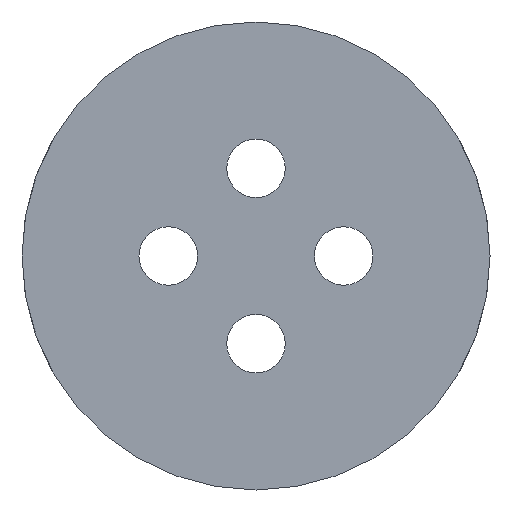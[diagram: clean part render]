
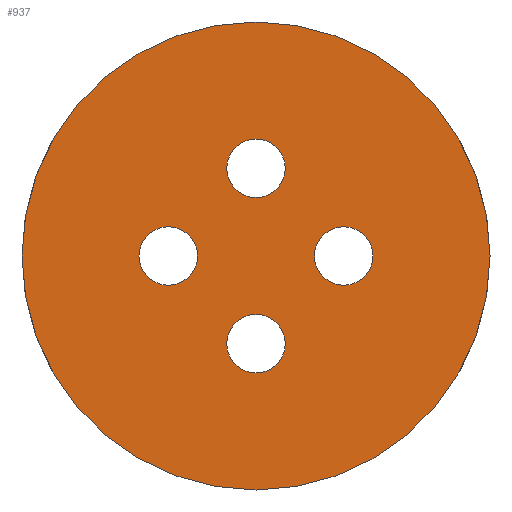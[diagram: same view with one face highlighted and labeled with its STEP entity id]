
A CAD part, front view. The second image highlights one B-rep face of the part: STEP entity #937.
In plain terms, the highlighted planar face has unit normal (0, -1, 0).
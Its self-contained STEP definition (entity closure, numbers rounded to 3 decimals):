
#14 = VERTEX_POINT ( 'NONE', #486 ) ;
#20 = CIRCLE ( 'NONE', #552, 1.95 ) ;
#22 = CIRCLE ( 'NONE', #982, 1.95 ) ;
#53 = PLANE ( 'NONE',  #839 ) ;
#59 = EDGE_CURVE ( 'NONE', #686, #233, #491, .T. ) ;
#69 = CIRCLE ( 'NONE', #129, 1.95 ) ;
#74 = VERTEX_POINT ( 'NONE', #891 ) ;
#82 = CIRCLE ( 'NONE', #878, 15.6 ) ;
#93 = ORIENTED_EDGE ( 'NONE', *, *, #59, .F. ) ;
#103 = CARTESIAN_POINT ( 'NONE',  ( 0., -2.118, 5.85 ) ) ;
#118 = CARTESIAN_POINT ( 'NONE',  ( -5.85, -2.118, 0. ) ) ;
#129 = AXIS2_PLACEMENT_3D ( 'NONE', #503, #899, #571 ) ;
#131 = DIRECTION ( 'NONE',  ( 0., 1., 0. ) ) ;
#145 = AXIS2_PLACEMENT_3D ( 'NONE', #630, #453, #1009 ) ;
#155 = FACE_BOUND ( 'NONE', #269, .T. ) ;
#159 = EDGE_CURVE ( 'NONE', #792, #762, #22, .T. ) ;
#173 = CIRCLE ( 'NONE', #962, 1.95 ) ;
#183 = DIRECTION ( 'NONE',  ( 0., 0., -1. ) ) ;
#209 = DIRECTION ( 'NONE',  ( 0., 0., 1. ) ) ;
#216 = CARTESIAN_POINT ( 'NONE',  ( -5.85, -2.118, 0. ) ) ;
#226 = EDGE_LOOP ( 'NONE', ( #93, #735 ) ) ;
#233 = VERTEX_POINT ( 'NONE', #356 ) ;
#234 = ORIENTED_EDGE ( 'NONE', *, *, #614, .F. ) ;
#235 = FACE_BOUND ( 'NONE', #918, .T. ) ;
#257 = DIRECTION ( 'NONE',  ( 0., -1., 0. ) ) ;
#263 = DIRECTION ( 'NONE',  ( 0., 0., 1. ) ) ;
#265 = CARTESIAN_POINT ( 'NONE',  ( 5.85, -2.118, 0. ) ) ;
#269 = EDGE_LOOP ( 'NONE', ( #380, #1026 ) ) ;
#274 = DIRECTION ( 'NONE',  ( 0., -1., 0. ) ) ;
#283 = DIRECTION ( 'NONE',  ( 0., 0., 1. ) ) ;
#288 = DIRECTION ( 'NONE',  ( 0., -1., 0. ) ) ;
#316 = EDGE_CURVE ( 'NONE', #762, #792, #451, .T. ) ;
#350 = DIRECTION ( 'NONE',  ( 0., 1., 0. ) ) ;
#356 = CARTESIAN_POINT ( 'NONE',  ( 0., -2.118, 15.6 ) ) ;
#358 = CARTESIAN_POINT ( 'NONE',  ( 0., -2.118, -5.85 ) ) ;
#380 = ORIENTED_EDGE ( 'NONE', *, *, #928, .F. ) ;
#395 = CIRCLE ( 'NONE', #145, 1.95 ) ;
#403 = CARTESIAN_POINT ( 'NONE',  ( 0., -2.118, 0. ) ) ;
#418 = DIRECTION ( 'NONE',  ( 0., 1., 0. ) ) ;
#422 = DIRECTION ( 'NONE',  ( 0., -1., 0. ) ) ;
#427 = CARTESIAN_POINT ( 'NONE',  ( 0., -2.118, -3.9 ) ) ;
#431 = CARTESIAN_POINT ( 'NONE',  ( 0., -2.118, -15.6 ) ) ;
#436 = AXIS2_PLACEMENT_3D ( 'NONE', #216, #288, #209 ) ;
#439 = FACE_OUTER_BOUND ( 'NONE', #226, .T. ) ;
#442 = AXIS2_PLACEMENT_3D ( 'NONE', #358, #444, #684 ) ;
#444 = DIRECTION ( 'NONE',  ( 0., -1., 0. ) ) ;
#451 = CIRCLE ( 'NONE', #436, 1.95 ) ;
#453 = DIRECTION ( 'NONE',  ( 0., -1., 0. ) ) ;
#454 = EDGE_LOOP ( 'NONE', ( #757, #803 ) ) ;
#485 = ORIENTED_EDGE ( 'NONE', *, *, #316, .F. ) ;
#486 = CARTESIAN_POINT ( 'NONE',  ( 0., -2.118, 7.8 ) ) ;
#491 = CIRCLE ( 'NONE', #913, 15.6 ) ;
#502 = VERTEX_POINT ( 'NONE', #960 ) ;
#503 = CARTESIAN_POINT ( 'NONE',  ( 0., -2.118, 5.85 ) ) ;
#524 = CARTESIAN_POINT ( 'NONE',  ( 0., -2.118, 0. ) ) ;
#525 = ORIENTED_EDGE ( 'NONE', *, *, #159, .F. ) ;
#541 = EDGE_CURVE ( 'NONE', #638, #546, #799, .T. ) ;
#546 = VERTEX_POINT ( 'NONE', #741 ) ;
#552 = AXIS2_PLACEMENT_3D ( 'NONE', #103, #257, #904 ) ;
#571 = DIRECTION ( 'NONE',  ( 0., 0., -1. ) ) ;
#579 = EDGE_CURVE ( 'NONE', #14, #916, #69, .T. ) ;
#611 = ORIENTED_EDGE ( 'NONE', *, *, #579, .F. ) ;
#614 = EDGE_CURVE ( 'NONE', #916, #14, #20, .T. ) ;
#630 = CARTESIAN_POINT ( 'NONE',  ( 5.85, -2.118, 0. ) ) ;
#638 = VERTEX_POINT ( 'NONE', #427 ) ;
#649 = CARTESIAN_POINT ( 'NONE',  ( -5.85, -2.118, 1.95 ) ) ;
#656 = CARTESIAN_POINT ( 'NONE',  ( -5.85, -2.118, -1.95 ) ) ;
#657 = CARTESIAN_POINT ( 'NONE',  ( 0., -2.118, -5.85 ) ) ;
#679 = DIRECTION ( 'NONE',  ( 0., 0., 1. ) ) ;
#684 = DIRECTION ( 'NONE',  ( 0., 0., 1. ) ) ;
#686 = VERTEX_POINT ( 'NONE', #431 ) ;
#687 = CIRCLE ( 'NONE', #442, 1.95 ) ;
#691 = EDGE_CURVE ( 'NONE', #233, #686, #82, .T. ) ;
#735 = ORIENTED_EDGE ( 'NONE', *, *, #691, .F. ) ;
#738 = DIRECTION ( 'NONE',  ( 0., 0., 1. ) ) ;
#739 = EDGE_LOOP ( 'NONE', ( #485, #525 ) ) ;
#741 = CARTESIAN_POINT ( 'NONE',  ( 0., -2.118, -7.8 ) ) ;
#748 = CARTESIAN_POINT ( 'NONE',  ( 0., -2.118, 0. ) ) ;
#757 = ORIENTED_EDGE ( 'NONE', *, *, #1014, .F. ) ;
#762 = VERTEX_POINT ( 'NONE', #656 ) ;
#792 = VERTEX_POINT ( 'NONE', #649 ) ;
#799 = CIRCLE ( 'NONE', #944, 1.95 ) ;
#803 = ORIENTED_EDGE ( 'NONE', *, *, #870, .F. ) ;
#822 = DIRECTION ( 'NONE',  ( 0., 0., 1. ) ) ;
#839 = AXIS2_PLACEMENT_3D ( 'NONE', #524, #131, #283 ) ;
#870 = EDGE_CURVE ( 'NONE', #74, #502, #173, .T. ) ;
#878 = AXIS2_PLACEMENT_3D ( 'NONE', #748, #350, #822 ) ;
#891 = CARTESIAN_POINT ( 'NONE',  ( 5.85, -2.118, 1.95 ) ) ;
#899 = DIRECTION ( 'NONE',  ( 0., -1., 0. ) ) ;
#902 = DIRECTION ( 'NONE',  ( 0., -1., 0. ) ) ;
#904 = DIRECTION ( 'NONE',  ( 0., 0., -1. ) ) ;
#913 = AXIS2_PLACEMENT_3D ( 'NONE', #403, #418, #738 ) ;
#916 = VERTEX_POINT ( 'NONE', #989 ) ;
#918 = EDGE_LOOP ( 'NONE', ( #234, #611 ) ) ;
#928 = EDGE_CURVE ( 'NONE', #546, #638, #687, .T. ) ;
#937 = ADVANCED_FACE ( 'NONE', ( #235, #155, #977, #955, #439 ), #53, .F. ) ;
#944 = AXIS2_PLACEMENT_3D ( 'NONE', #657, #422, #263 ) ;
#955 = FACE_BOUND ( 'NONE', #739, .T. ) ;
#960 = CARTESIAN_POINT ( 'NONE',  ( 5.85, -2.118, -1.95 ) ) ;
#962 = AXIS2_PLACEMENT_3D ( 'NONE', #265, #902, #183 ) ;
#977 = FACE_BOUND ( 'NONE', #454, .T. ) ;
#982 = AXIS2_PLACEMENT_3D ( 'NONE', #118, #274, #679 ) ;
#989 = CARTESIAN_POINT ( 'NONE',  ( 0., -2.118, 3.9 ) ) ;
#1009 = DIRECTION ( 'NONE',  ( 0., 0., -1. ) ) ;
#1014 = EDGE_CURVE ( 'NONE', #502, #74, #395, .T. ) ;
#1026 = ORIENTED_EDGE ( 'NONE', *, *, #541, .F. ) ;
